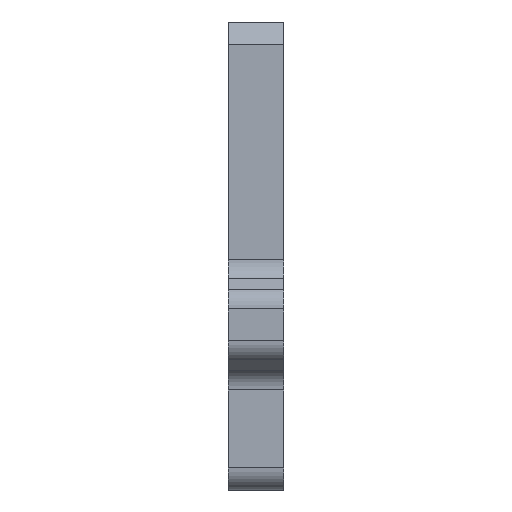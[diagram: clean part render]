
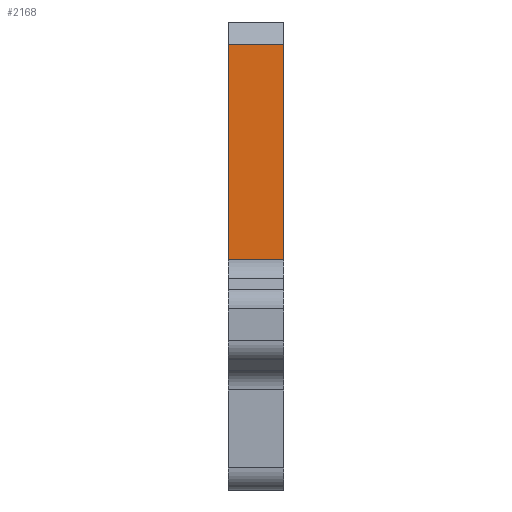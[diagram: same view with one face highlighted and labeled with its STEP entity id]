
A CAD part, front view. The second image highlights one B-rep face of the part: STEP entity #2168.
In plain terms, the highlighted planar face has unit normal (0, -1, 0).
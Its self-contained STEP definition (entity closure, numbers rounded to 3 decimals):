
#198=FACE_OUTER_BOUND('',#311,.T.);
#311=EDGE_LOOP('',(#1446,#1447,#1448,#1449));
#444=LINE('',#3206,#667);
#445=LINE('',#3209,#668);
#446=LINE('',#3211,#669);
#447=LINE('',#3212,#670);
#667=VECTOR('',#2533,10.);
#668=VECTOR('',#2536,10.);
#669=VECTOR('',#2537,10.);
#670=VECTOR('',#2538,10.);
#888=VERTEX_POINT('',#3200);
#890=VERTEX_POINT('',#3204);
#891=VERTEX_POINT('',#3208);
#892=VERTEX_POINT('',#3210);
#1112=EDGE_CURVE('',#888,#890,#444,.T.);
#1113=EDGE_CURVE('',#891,#890,#445,.T.);
#1114=EDGE_CURVE('',#891,#892,#446,.T.);
#1115=EDGE_CURVE('',#892,#888,#447,.T.);
#1446=ORIENTED_EDGE('',*,*,#1112,.T.);
#1447=ORIENTED_EDGE('',*,*,#1113,.F.);
#1448=ORIENTED_EDGE('',*,*,#1114,.T.);
#1449=ORIENTED_EDGE('',*,*,#1115,.T.);
#2109=PLANE('',#2304);
#2168=ADVANCED_FACE('',(#198),#2109,.F.);
#2304=AXIS2_PLACEMENT_3D('',#3207,#2534,#2535);
#2533=DIRECTION('',(-1.,0.,0.));
#2534=DIRECTION('center_axis',(0.,1.,0.));
#2535=DIRECTION('ref_axis',(0.,0.,1.));
#2536=DIRECTION('',(0.,0.,1.));
#2537=DIRECTION('',(1.,0.,0.));
#2538=DIRECTION('',(0.,0.,1.));
#3200=CARTESIAN_POINT('',(5.,-21.25,25.5));
#3204=CARTESIAN_POINT('',(0.,-21.25,25.5));
#3206=CARTESIAN_POINT('',(0.,-21.25,25.5));
#3207=CARTESIAN_POINT('Origin',(0.,-21.25,4.763));
#3208=CARTESIAN_POINT('',(0.,-21.25,5.918));
#3209=CARTESIAN_POINT('',(0.,-21.25,4.763));
#3210=CARTESIAN_POINT('',(5.,-21.25,5.918));
#3211=CARTESIAN_POINT('',(0.,-21.25,5.918));
#3212=CARTESIAN_POINT('',(5.,-21.25,4.763));
